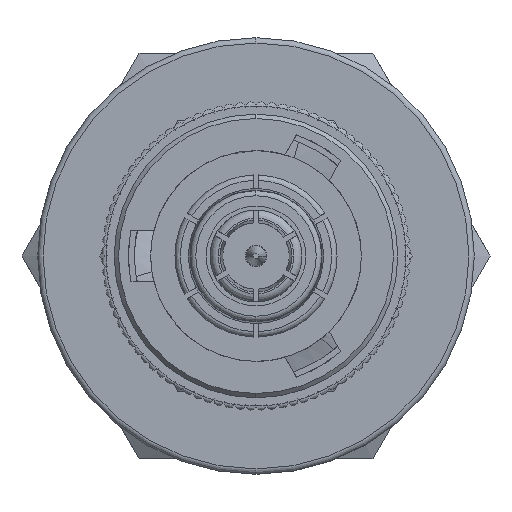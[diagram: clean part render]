
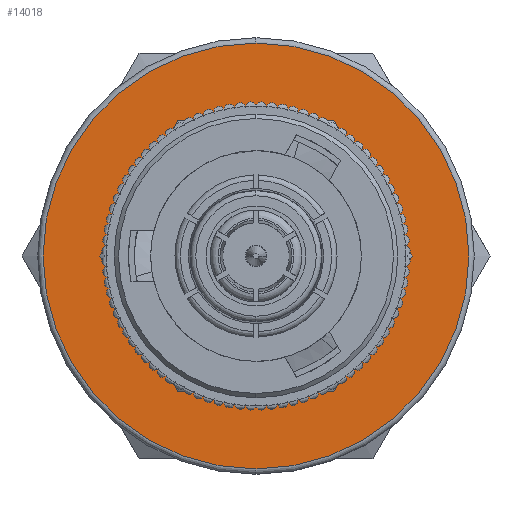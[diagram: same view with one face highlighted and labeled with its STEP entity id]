
A CAD part, left-side view. The second image highlights one B-rep face of the part: STEP entity #14018.
In plain terms, the highlighted planar face has unit normal (-1, 0, 0).
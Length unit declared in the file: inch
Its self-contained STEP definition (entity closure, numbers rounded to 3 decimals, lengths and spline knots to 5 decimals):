
#2365 = AXIS2_PLACEMENT_3D ( 'NONE', #34437, #46083, #4390 ) ;
#4390 = DIRECTION ( 'NONE',  ( 0., 0., -1. ) ) ;
#6536 = DIRECTION ( 'NONE',  ( 0., 0., -1. ) ) ;
#7933 = ORIENTED_EDGE ( 'NONE', *, *, #16941, .T. ) ;
#8141 = FACE_OUTER_BOUND ( 'NONE', #13062, .T. ) ;
#8172 = VERTEX_POINT ( 'NONE', #40884 ) ;
#9704 = ORIENTED_EDGE ( 'NONE', *, *, #12630, .T. ) ;
#11081 = DIRECTION ( 'NONE',  ( 0., 0., -1. ) ) ;
#11856 = CIRCLE ( 'NONE', #2365, 0.394 ) ;
#12011 = EDGE_CURVE ( 'NONE', #8172, #46684, #15902, .T. ) ;
#12157 = ORIENTED_EDGE ( 'NONE', *, *, #29088, .F. ) ;
#12342 = FACE_BOUND ( 'NONE', #21882, .T. ) ;
#12630 = EDGE_CURVE ( 'NONE', #29252, #47233, #29425, .T. ) ;
#13062 = EDGE_LOOP ( 'NONE', ( #12157, #48490 ) ) ;
#14018 = ADVANCED_FACE ( 'NONE', ( #8141, #12342 ), #35192, .F. ) ;
#14810 = CIRCLE ( 'NONE', #29059, 0.275 ) ;
#15902 = CIRCLE ( 'NONE', #42052, 0.394 ) ;
#16325 = DIRECTION ( 'NONE',  ( 0., 0., -1. ) ) ;
#16941 = EDGE_CURVE ( 'NONE', #47233, #29252, #14810, .T. ) ;
#19794 = AXIS2_PLACEMENT_3D ( 'NONE', #25067, #37402, #11081 ) ;
#21882 = EDGE_LOOP ( 'NONE', ( #9704, #7933 ) ) ;
#23297 = DIRECTION ( 'NONE',  ( 1., 0., 0. ) ) ;
#25067 = CARTESIAN_POINT ( 'NONE',  ( -0.85374, 0., 0. ) ) ;
#25273 = CARTESIAN_POINT ( 'NONE',  ( -0.85374, 0., 0. ) ) ;
#26427 = CARTESIAN_POINT ( 'NONE',  ( -0.85374, 0., 0. ) ) ;
#28987 = DIRECTION ( 'NONE',  ( 0., 0., -1. ) ) ;
#29059 = AXIS2_PLACEMENT_3D ( 'NONE', #25273, #41131, #28987 ) ;
#29088 = EDGE_CURVE ( 'NONE', #46684, #8172, #11856, .T. ) ;
#29252 = VERTEX_POINT ( 'NONE', #39629 ) ;
#29425 = CIRCLE ( 'NONE', #19794, 0.275 ) ;
#31730 = CARTESIAN_POINT ( 'NONE',  ( -0.85374, 0.394, 0. ) ) ;
#33784 = CARTESIAN_POINT ( 'NONE',  ( -0.85374, 0., -0.394 ) ) ;
#34437 = CARTESIAN_POINT ( 'NONE',  ( -0.85374, 0., 0. ) ) ;
#35192 = PLANE ( 'NONE',  #36635 ) ;
#36635 = AXIS2_PLACEMENT_3D ( 'NONE', #31730, #23297, #16325 ) ;
#37402 = DIRECTION ( 'NONE',  ( 1., 0., 0. ) ) ;
#39629 = CARTESIAN_POINT ( 'NONE',  ( -0.85374, 0., -0.275 ) ) ;
#40884 = CARTESIAN_POINT ( 'NONE',  ( -0.85374, 0., 0.394 ) ) ;
#41131 = DIRECTION ( 'NONE',  ( 1., 0., 0. ) ) ;
#41421 = CARTESIAN_POINT ( 'NONE',  ( -0.85374, 0., 0.275 ) ) ;
#42052 = AXIS2_PLACEMENT_3D ( 'NONE', #26427, #44759, #6536 ) ;
#44759 = DIRECTION ( 'NONE',  ( 1., 0., 0. ) ) ;
#46083 = DIRECTION ( 'NONE',  ( 1., 0., 0. ) ) ;
#46684 = VERTEX_POINT ( 'NONE', #33784 ) ;
#47233 = VERTEX_POINT ( 'NONE', #41421 ) ;
#48490 = ORIENTED_EDGE ( 'NONE', *, *, #12011, .F. ) ;
